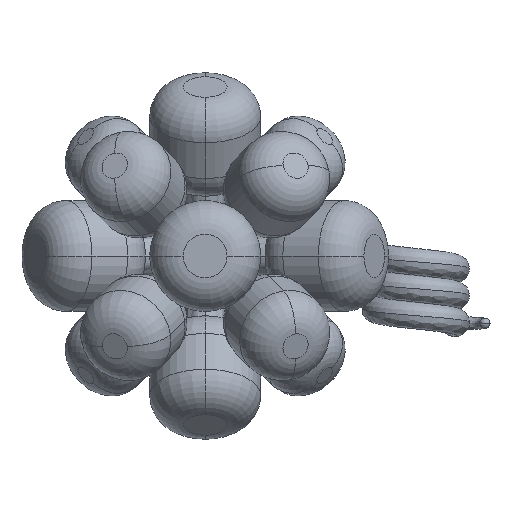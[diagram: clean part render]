
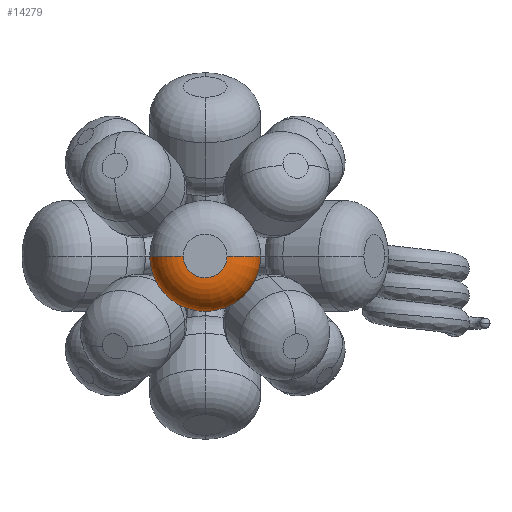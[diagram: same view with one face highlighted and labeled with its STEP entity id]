
A CAD part, front view. The second image highlights one B-rep face of the part: STEP entity #14279.
In plain terms, the highlighted toroidal (fillet/blend) face has major radius 3.25 mm and minor radius 5 mm.
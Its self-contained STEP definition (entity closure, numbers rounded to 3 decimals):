
#892 = DIRECTION ( 'NONE',  ( -1., 0., 0. ) ) ;
#902 = DIRECTION ( 'NONE',  ( 1., 0., 0. ) ) ;
#1766 = VERTEX_POINT ( 'NONE', #10703 ) ;
#2624 = CARTESIAN_POINT ( 'NONE',  ( 8.25, -45., 0. ) ) ;
#2892 = CARTESIAN_POINT ( 'NONE',  ( 0., -45., 0. ) ) ;
#4493 = DIRECTION ( 'NONE',  ( -1., 0., 0. ) ) ;
#4992 = ORIENTED_EDGE ( 'NONE', *, *, #15858, .F. ) ;
#5412 = VERTEX_POINT ( 'NONE', #16678 ) ;
#8004 = AXIS2_PLACEMENT_3D ( 'NONE', #19567, #10281, #902 ) ;
#8254 = AXIS2_PLACEMENT_3D ( 'NONE', #18359, #9090, #19920 ) ;
#8801 = FACE_OUTER_BOUND ( 'NONE', #10329, .T. ) ;
#8826 = CARTESIAN_POINT ( 'NONE',  ( 0., -45., 0. ) ) ;
#9090 = DIRECTION ( 'NONE',  ( 0., 0., -1. ) ) ;
#9276 = AXIS2_PLACEMENT_3D ( 'NONE', #2892, #13841, #4493 ) ;
#10134 = AXIS2_PLACEMENT_3D ( 'NONE', #19555, #10270, #892 ) ;
#10270 = DIRECTION ( 'NONE',  ( 0., -1., 0. ) ) ;
#10281 = DIRECTION ( 'NONE',  ( 0., 0., 1. ) ) ;
#10329 = EDGE_LOOP ( 'NONE', ( #4992, #14123, #11534, #15946 ) ) ;
#10394 = DIRECTION ( 'NONE',  ( -1., 0., 0. ) ) ;
#10703 = CARTESIAN_POINT ( 'NONE',  ( -3.25, -50., 0. ) ) ;
#11038 = CIRCLE ( 'NONE', #12548, 8.25 ) ;
#11534 = ORIENTED_EDGE ( 'NONE', *, *, #13641, .T. ) ;
#12503 = EDGE_CURVE ( 'NONE', #16418, #13627, #11038, .T. ) ;
#12548 = AXIS2_PLACEMENT_3D ( 'NONE', #8826, #19670, #10394 ) ;
#13627 = VERTEX_POINT ( 'NONE', #18289 ) ;
#13641 = EDGE_CURVE ( 'NONE', #1766, #13627, #16793, .T. ) ;
#13841 = DIRECTION ( 'NONE',  ( 0., 1., 0. ) ) ;
#14123 = ORIENTED_EDGE ( 'NONE', *, *, #19876, .F. ) ;
#14279 = ADVANCED_FACE ( 'NONE', ( #8801 ), #17043, .T. ) ;
#15858 = EDGE_CURVE ( 'NONE', #5412, #16418, #19299, .T. ) ;
#15946 = ORIENTED_EDGE ( 'NONE', *, *, #12503, .F. ) ;
#16418 = VERTEX_POINT ( 'NONE', #2624 ) ;
#16678 = CARTESIAN_POINT ( 'NONE',  ( 3.25, -50., 0. ) ) ;
#16793 = CIRCLE ( 'NONE', #8254, 5. ) ;
#17043 = TOROIDAL_SURFACE ( 'NONE', #9276, 3.25, 5. ) ;
#18289 = CARTESIAN_POINT ( 'NONE',  ( -8.25, -45., 0. ) ) ;
#18359 = CARTESIAN_POINT ( 'NONE',  ( -3.25, -45., 0. ) ) ;
#19299 = CIRCLE ( 'NONE', #8004, 5. ) ;
#19555 = CARTESIAN_POINT ( 'NONE',  ( 0., -50., 0. ) ) ;
#19567 = CARTESIAN_POINT ( 'NONE',  ( 3.25, -45., 0. ) ) ;
#19670 = DIRECTION ( 'NONE',  ( 0., 1., 0. ) ) ;
#19876 = EDGE_CURVE ( 'NONE', #1766, #5412, #19979, .T. ) ;
#19920 = DIRECTION ( 'NONE',  ( -1., 0., 0. ) ) ;
#19979 = CIRCLE ( 'NONE', #10134, 3.25 ) ;
